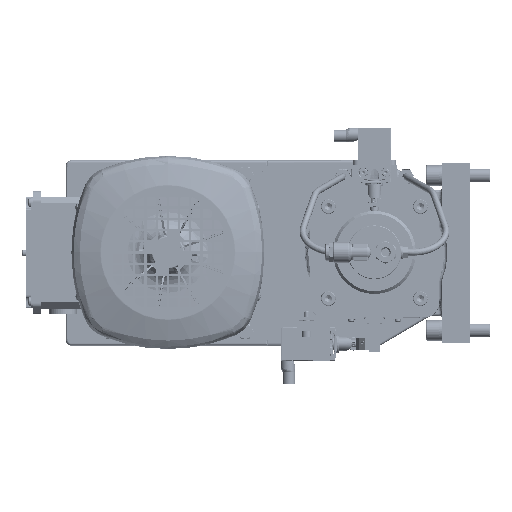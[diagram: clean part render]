
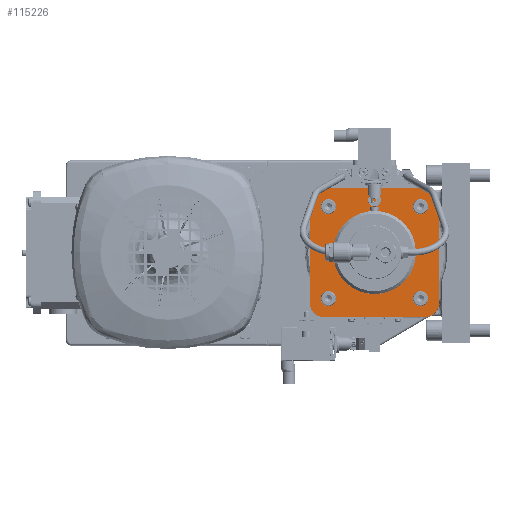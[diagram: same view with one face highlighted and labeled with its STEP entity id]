
A CAD part, top view. The second image highlights one B-rep face of the part: STEP entity #115226.
In plain terms, the highlighted planar face has unit normal (0, 0, 1).
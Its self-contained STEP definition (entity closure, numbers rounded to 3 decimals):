
#3549=PLANE('',#123354);
#7561=CIRCLE('',#123318,13.5);
#7563=CIRCLE('',#123321,13.5);
#7565=CIRCLE('',#123324,13.5);
#7567=CIRCLE('',#123327,13.5);
#7570=CIRCLE('',#123331,6.75);
#7572=CIRCLE('',#123334,6.75);
#7574=CIRCLE('',#123337,6.75);
#7576=CIRCLE('',#123340,6.75);
#7585=CIRCLE('',#123355,37.);
#30744=ORIENTED_EDGE('',*,*,#46066,.T.);
#30745=ORIENTED_EDGE('',*,*,#46068,.T.);
#30746=ORIENTED_EDGE('',*,*,#46070,.T.);
#30747=ORIENTED_EDGE('',*,*,#46072,.T.);
#30748=ORIENTED_EDGE('',*,*,#46083,.F.);
#30749=ORIENTED_EDGE('',*,*,#46049,.T.);
#30750=ORIENTED_EDGE('',*,*,#46079,.F.);
#30751=ORIENTED_EDGE('',*,*,#46053,.T.);
#30752=ORIENTED_EDGE('',*,*,#46077,.F.);
#30753=ORIENTED_EDGE('',*,*,#46057,.T.);
#30754=ORIENTED_EDGE('',*,*,#46073,.F.);
#30755=ORIENTED_EDGE('',*,*,#46061,.T.);
#30756=ORIENTED_EDGE('',*,*,#46089,.T.);
#46049=EDGE_CURVE('',#56286,#56287,#7561,.T.);
#46053=EDGE_CURVE('',#56290,#56291,#7563,.T.);
#46057=EDGE_CURVE('',#56294,#56295,#7565,.T.);
#46061=EDGE_CURVE('',#56298,#56299,#7567,.T.);
#46066=EDGE_CURVE('',#56303,#56303,#7570,.T.);
#46068=EDGE_CURVE('',#56305,#56305,#7572,.T.);
#46070=EDGE_CURVE('',#56307,#56307,#7574,.T.);
#46072=EDGE_CURVE('',#56309,#56309,#7576,.T.);
#46073=EDGE_CURVE('',#56298,#56295,#63853,.T.);
#46077=EDGE_CURVE('',#56294,#56291,#63855,.T.);
#46079=EDGE_CURVE('',#56290,#56287,#63857,.T.);
#46083=EDGE_CURVE('',#56286,#56299,#63860,.T.);
#46089=EDGE_CURVE('',#56318,#56318,#7585,.T.);
#56286=VERTEX_POINT('',#188480);
#56287=VERTEX_POINT('',#188481);
#56290=VERTEX_POINT('',#188489);
#56291=VERTEX_POINT('',#188490);
#56294=VERTEX_POINT('',#188498);
#56295=VERTEX_POINT('',#188499);
#56298=VERTEX_POINT('',#188507);
#56299=VERTEX_POINT('',#188508);
#56303=VERTEX_POINT('',#188518);
#56305=VERTEX_POINT('',#188523);
#56307=VERTEX_POINT('',#188528);
#56309=VERTEX_POINT('',#188533);
#56318=VERTEX_POINT('',#188565);
#63853=LINE('',#188535,#70714);
#63855=LINE('',#188542,#70716);
#63857=LINE('',#188545,#70718);
#63860=LINE('',#188551,#70721);
#70714=VECTOR('',#144725,1000.);
#70716=VECTOR('',#144733,1000.);
#70718=VECTOR('',#144737,1000.);
#70721=VECTOR('',#144744,1000.);
#76809=EDGE_LOOP('',(#30744));
#76810=EDGE_LOOP('',(#30745));
#76811=EDGE_LOOP('',(#30746));
#76812=EDGE_LOOP('',(#30747));
#76813=EDGE_LOOP('',(#30748,#30749,#30750,#30751,#30752,#30753,#30754,#30755));
#76814=EDGE_LOOP('',(#30756));
#82721=FACE_BOUND('',#76809,.T.);
#82722=FACE_BOUND('',#76810,.T.);
#82723=FACE_BOUND('',#76811,.T.);
#82724=FACE_BOUND('',#76812,.T.);
#82725=FACE_BOUND('',#76813,.T.);
#82726=FACE_BOUND('',#76814,.T.);
#115226=ADVANCED_FACE('',(#82721,#82722,#82723,#82724,#82725,#82726),#3549,
 .T.);
#123318=AXIS2_PLACEMENT_3D('',#188479,#144669,#144670);
#123321=AXIS2_PLACEMENT_3D('',#188488,#144677,#144678);
#123324=AXIS2_PLACEMENT_3D('',#188497,#144685,#144686);
#123327=AXIS2_PLACEMENT_3D('',#188506,#144693,#144694);
#123331=AXIS2_PLACEMENT_3D('',#188517,#144703,#144704);
#123334=AXIS2_PLACEMENT_3D('',#188522,#144709,#144710);
#123337=AXIS2_PLACEMENT_3D('',#188527,#144715,#144716);
#123340=AXIS2_PLACEMENT_3D('',#188532,#144721,#144722);
#123354=AXIS2_PLACEMENT_3D('',#188563,#144757,#144758);
#123355=AXIS2_PLACEMENT_3D('',#188564,#144759,#144760);
#144669=DIRECTION('',(0.,0.,1.));
#144670=DIRECTION('',(0.,1.,0.));
#144677=DIRECTION('',(0.,0.,1.));
#144678=DIRECTION('',(0.,1.,0.));
#144685=DIRECTION('',(0.,0.,1.));
#144686=DIRECTION('',(0.,1.,0.));
#144693=DIRECTION('',(0.,0.,1.));
#144694=DIRECTION('',(0.,1.,0.));
#144703=DIRECTION('',(0.,0.,-1.));
#144704=DIRECTION('',(0.,1.,0.));
#144709=DIRECTION('',(0.,0.,-1.));
#144710=DIRECTION('',(0.,1.,0.));
#144715=DIRECTION('',(0.,0.,-1.));
#144716=DIRECTION('',(0.,1.,0.));
#144721=DIRECTION('',(0.,0.,-1.));
#144722=DIRECTION('',(0.,1.,0.));
#144725=DIRECTION('',(0.,1.,0.));
#144733=DIRECTION('',(1.,0.,0.));
#144737=DIRECTION('',(0.,-1.,0.));
#144744=DIRECTION('',(-1.,0.,0.));
#144757=DIRECTION('',(0.,0.,1.));
#144758=DIRECTION('',(0.,1.,0.));
#144759=DIRECTION('',(0.,0.,-1.));
#144760=DIRECTION('',(0.,-1.,0.));
#188479=CARTESIAN_POINT('',(44.25,-44.25,267.));
#188480=CARTESIAN_POINT('',(44.25,-57.75,267.));
#188481=CARTESIAN_POINT('',(57.75,-44.25,267.));
#188488=CARTESIAN_POINT('',(44.25,44.25,267.));
#188489=CARTESIAN_POINT('',(57.75,44.25,267.));
#188490=CARTESIAN_POINT('',(44.25,57.75,267.));
#188497=CARTESIAN_POINT('',(-44.25,44.25,267.));
#188498=CARTESIAN_POINT('',(-44.25,57.75,267.));
#188499=CARTESIAN_POINT('',(-57.75,44.25,267.));
#188506=CARTESIAN_POINT('',(-44.25,-44.25,267.));
#188507=CARTESIAN_POINT('',(-57.75,-44.25,267.));
#188508=CARTESIAN_POINT('',(-44.25,-57.75,267.));
#188517=CARTESIAN_POINT('',(41.012,41.012,267.));
#188518=CARTESIAN_POINT('',(41.012,47.762,267.));
#188522=CARTESIAN_POINT('',(-41.012,41.012,267.));
#188523=CARTESIAN_POINT('',(-41.012,47.762,267.));
#188527=CARTESIAN_POINT('',(41.012,-41.012,267.));
#188528=CARTESIAN_POINT('',(41.012,-34.262,267.));
#188532=CARTESIAN_POINT('',(-41.012,-41.012,267.));
#188533=CARTESIAN_POINT('',(-41.012,-34.262,267.));
#188535=CARTESIAN_POINT('',(-57.75,0.,267.));
#188542=CARTESIAN_POINT('',(-117.,57.75,267.));
#188545=CARTESIAN_POINT('',(57.75,0.,267.));
#188551=CARTESIAN_POINT('',(-117.,-57.75,267.));
#188563=CARTESIAN_POINT('',(-117.,0.,267.));
#188564=CARTESIAN_POINT('',(0.,0.,
267.));
#188565=CARTESIAN_POINT('',(0.,-37.,267.));
